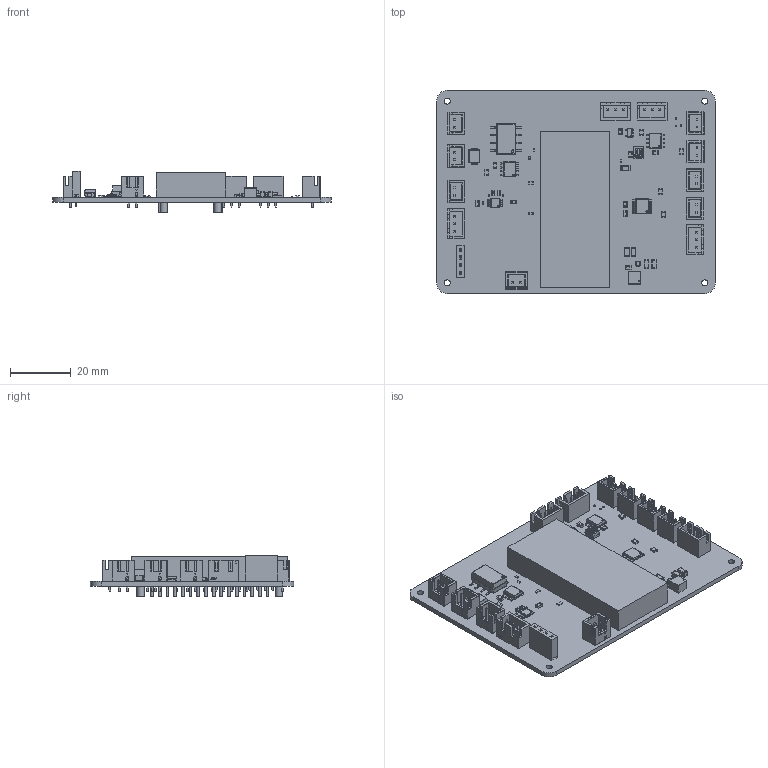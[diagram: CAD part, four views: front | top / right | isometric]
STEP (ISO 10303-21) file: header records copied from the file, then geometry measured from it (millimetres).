
FILE_DESCRIPTION(('Open CASCADE Model'),'2;1');
FILE_NAME('Open CASCADE Shape Model','2026-01-26T23:11:04',('Author'),( 'Open CASCADE'),'Open CASCADE STEP processor 7.5','Open CASCADE 7.5' ,'Unknown');
FILE_SCHEMA(('AUTOMOTIVE_DESIGN { 1 0 10303 214 1 1 1 1 }'));
Length unit declared in the file: millimetre
Products named in the file (182): PCB; Board; Open CASCADE STEP translator 7.5 4.1.1; VAM; 9710373184; Body; PinsArrayLR; SSR; 12986462048; R7; 9717682992; R6; R3; 9726345552; term1; term2; body; R2; R1; 12960574320; DRVM; Conn_JST_B2B-XH-A_LF_SN_eec; 1; B2B-XH-A; JST Logo adjustable; D1; 12960421696; C1; 8126417120; Fillet1; Fillet2; body2; TRB; R12; 9538221984; R13; 8353596672; R11; 11914812736; R10 ...
Assembly tree (237 placements, depth 5):
  PCB
    Board
      Open CASCADE STEP translator 7.5 4.1.1
    VAM
      9710373184
        Body
        PinsArrayLR
    SSR
      12986462048
        Body
        PinsArrayLR
    R7
      9717682992
    R6
      9717682992
    R3
      9726345552
        term1
        term2
        body
    R2
      9726345552
        term1
        term2
        body
    R1
      12960574320
        term1
        term2
        body
    DRVM
      Conn_JST_B2B-XH-A_LF_SN_eec
        1
          1
          B2B-XH-A
          JST Logo adjustable
    D1
      12960421696
    C1
      8126417120
        Fillet1
        Fillet2
        body2
    TRB
      Conn_JST_B2B-XH-A_LF_SN_eec
        1
          1
          B2B-XH-A
          JST Logo adjustable
    R12
      9538221984
        term1
        term2
        body
    R13
      8353596672
    R11
      11914812736
    R10
      11914812736
Bounding box: 92.11 x 67.11 x 13.55 mm (x, y, z)
Volume: 28056 mm3; surface area: 43721.6 mm2
Topology: 1321 solids, 1321 shells, 8001 faces, 14543 edges, 9070 vertices
Faces by surface type: plane 5165, cylinder 2221, sphere 332, bspline 163, torus 112, extrusion 8
Full cylindrical faces by diameter (mm): 0.2 x1, 0.375 x1, 0.487 x2, 0.55 x1, 0.8 x1, 0.9 x12, 0.91 x896, 1 x16, 1.016 x1, 1.02 x4, 1.11 x28, 1.27 x1, 2 x4, 2.34 x128
Entity records: 84490 total; most frequent: CARTESIAN_POINT 14255, DIRECTION 13016, ORIENTED_EDGE 12430, EDGE_CURVE 6215, VECTOR 4836, LINE 4834, AXIS2_PLACEMENT_3D 4090, VERTEX_POINT 3940
